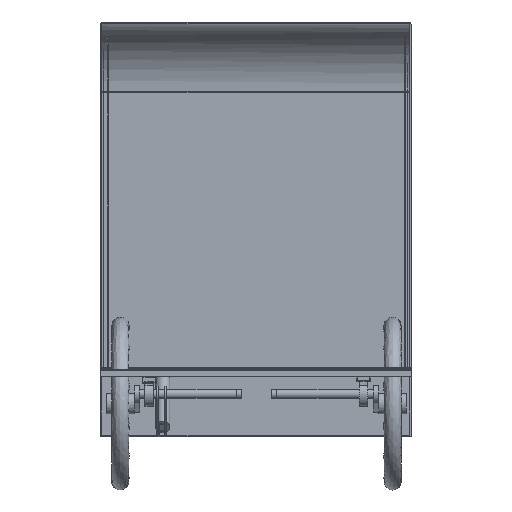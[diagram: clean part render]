
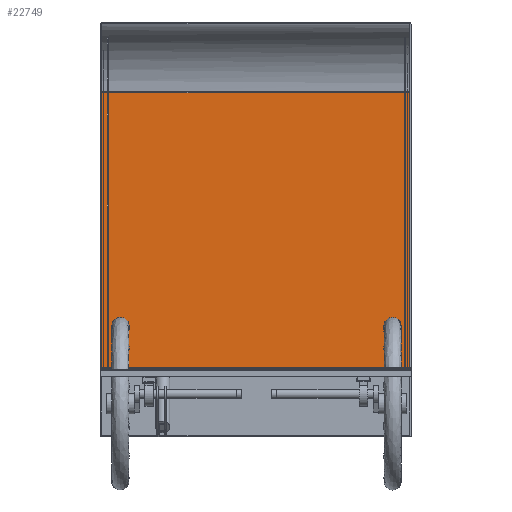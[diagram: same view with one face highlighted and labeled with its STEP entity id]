
A CAD part, left-side view. The second image highlights one B-rep face of the part: STEP entity #22749.
In plain terms, the highlighted free-form (B-spline) face has degree [1, 1] with [2, 2] control points.
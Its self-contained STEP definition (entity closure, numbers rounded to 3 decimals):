
#22682 = VERTEX_POINT('',#22683);
#22683 = CARTESIAN_POINT('',(2346.306,913.331,
    -210.197));
#22698 = VERTEX_POINT('',#22699);
#22699 = CARTESIAN_POINT('',(2346.306,-155.671,
    -210.197));
#22704 = EDGE_CURVE('',#22682,#22698,#22705,.T.);
#22705 = B_SPLINE_CURVE_WITH_KNOTS('',1,(#22706,#22707),.UNSPECIFIED.,
  .F.,.F.,(2,2),(5.,895.),.PIECEWISE_BEZIER_KNOTS.);
#22706 = CARTESIAN_POINT('',(2346.306,913.331,
    -210.197));
#22707 = CARTESIAN_POINT('',(2346.306,-155.671,
    -210.197));
#22749 = ADVANCED_FACE('',(#22750),#22772,.T.);
#22750 = FACE_BOUND('',#22751,.T.);
#22751 = EDGE_LOOP('',(#22752,#22759,#22766,#22771));
#22752 = ORIENTED_EDGE('',*,*,#22753,.T.);
#22753 = EDGE_CURVE('',#22698,#22754,#22756,.T.);
#22754 = VERTEX_POINT('',#22755);
#22755 = CARTESIAN_POINT('',(2346.306,-155.671,
    978.917));
#22756 = B_SPLINE_CURVE_WITH_KNOTS('',1,(#22757,#22758),.UNSPECIFIED.,
  .F.,.F.,(2,2),(-1195.,-205.),.PIECEWISE_BEZIER_KNOTS.);
#22757 = CARTESIAN_POINT('',(2346.306,-155.671,
    -210.197));
#22758 = CARTESIAN_POINT('',(2346.306,-155.671,
    978.917));
#22759 = ORIENTED_EDGE('',*,*,#22760,.T.);
#22760 = EDGE_CURVE('',#22754,#22761,#22763,.T.);
#22761 = VERTEX_POINT('',#22762);
#22762 = CARTESIAN_POINT('',(2346.306,913.331,
    978.917));
#22763 = B_SPLINE_CURVE_WITH_KNOTS('',1,(#22764,#22765),.UNSPECIFIED.,
  .F.,.F.,(2,2),(-890.,0.),.PIECEWISE_BEZIER_KNOTS.);
#22764 = CARTESIAN_POINT('',(2346.306,-155.671,
    978.917));
#22765 = CARTESIAN_POINT('',(2346.306,913.331,
    978.917));
#22766 = ORIENTED_EDGE('',*,*,#22767,.T.);
#22767 = EDGE_CURVE('',#22761,#22682,#22768,.T.);
#22768 = B_SPLINE_CURVE_WITH_KNOTS('',1,(#22769,#22770),.UNSPECIFIED.,
  .F.,.F.,(2,2),(205.,1195.),.PIECEWISE_BEZIER_KNOTS.);
#22769 = CARTESIAN_POINT('',(2346.306,913.331,
    978.917));
#22770 = CARTESIAN_POINT('',(2346.306,913.331,
    -210.197));
#22771 = ORIENTED_EDGE('',*,*,#22704,.T.);
#22772 = B_SPLINE_SURFACE_WITH_KNOTS('',1,1,(
    (#22773,#22774)
    ,(#22775,#22776
    )),.UNSPECIFIED.,.F.,.F.,.F.,(2,2),(2,2),(-1195.,-205.),(-895.,
    -5.),.PIECEWISE_BEZIER_KNOTS.);
#22773 = CARTESIAN_POINT('',(2346.306,-155.671,
    -210.197));
#22774 = CARTESIAN_POINT('',(2346.306,913.331,
    -210.197));
#22775 = CARTESIAN_POINT('',(2346.306,-155.671,
    978.917));
#22776 = CARTESIAN_POINT('',(2346.306,913.331,
    978.917));
